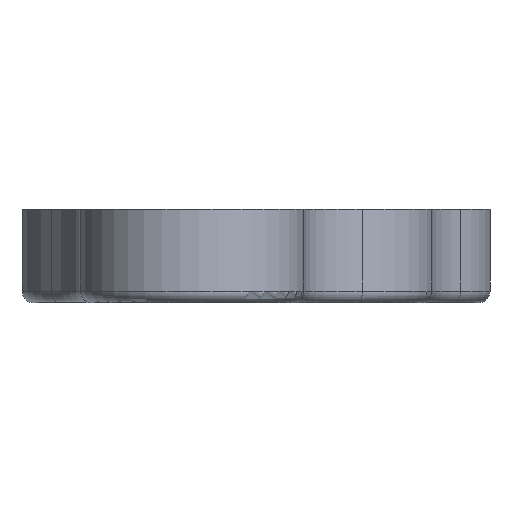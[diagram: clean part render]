
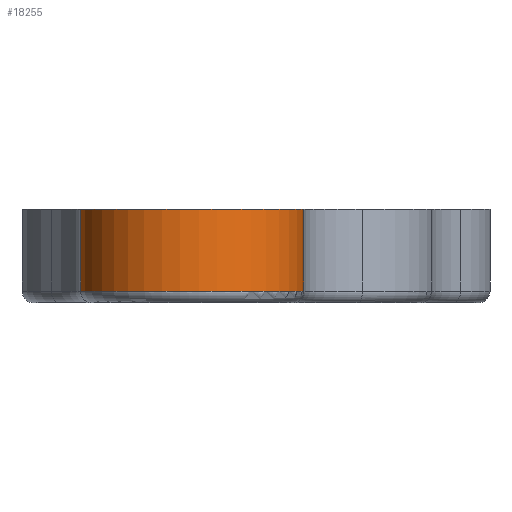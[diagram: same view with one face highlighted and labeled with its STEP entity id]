
A CAD part, front view. The second image highlights one B-rep face of the part: STEP entity #18255.
In plain terms, the highlighted cylindrical face has radius 4.8 mm (diameter 9.6 mm), a partial arc.
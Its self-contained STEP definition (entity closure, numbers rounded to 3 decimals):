
#479 = DIRECTION ( 'NONE',  ( 0., 0., -1. ) ) ;
#503 = CARTESIAN_POINT ( 'NONE',  ( -2.75, 17., 4. ) ) ;
#787 = CARTESIAN_POINT ( 'NONE',  ( -2.75, 17., 4. ) ) ;
#824 = VERTEX_POINT ( 'NONE', #11456 ) ;
#1073 = DIRECTION ( 'NONE',  ( 0., 0., 1. ) ) ;
#1088 = VECTOR ( 'NONE', #13938, 1000. ) ;
#2380 = CIRCLE ( 'NONE', #17147, 4.8 ) ;
#3635 = CARTESIAN_POINT ( 'NONE',  ( 2.049, 16.914, 4. ) ) ;
#3675 = EDGE_CURVE ( 'NONE', #824, #7179, #2380, .T. ) ;
#4003 = AXIS2_PLACEMENT_3D ( 'NONE', #787, #1073, #5492 ) ;
#4736 = VECTOR ( 'NONE', #479, 1000. ) ;
#4999 = CARTESIAN_POINT ( 'NONE',  ( 2.049, 16.914, 4. ) ) ;
#5172 = LINE ( 'NONE', #8063, #1088 ) ;
#5492 = DIRECTION ( 'NONE',  ( 1., 0., 0. ) ) ;
#5756 = VERTEX_POINT ( 'NONE', #3635 ) ;
#5768 = EDGE_CURVE ( 'NONE', #6545, #824, #5172, .T. ) ;
#6545 = VERTEX_POINT ( 'NONE', #18141 ) ;
#7179 = VERTEX_POINT ( 'NONE', #8741 ) ;
#7862 = ORIENTED_EDGE ( 'NONE', *, *, #18418, .F. ) ;
#8006 = CYLINDRICAL_SURFACE ( 'NONE', #17547, 4.8 ) ;
#8063 = CARTESIAN_POINT ( 'NONE',  ( -7.5, 16.309, 4. ) ) ;
#8741 = CARTESIAN_POINT ( 'NONE',  ( 2.049, 16.914, 0.5 ) ) ;
#8864 = EDGE_LOOP ( 'NONE', ( #17009, #14673, #18494, #7862 ) ) ;
#9551 = DIRECTION ( 'NONE',  ( -1., 0., 0. ) ) ;
#10783 = LINE ( 'NONE', #4999, #4736 ) ;
#11083 = CIRCLE ( 'NONE', #4003, 4.8 ) ;
#11456 = CARTESIAN_POINT ( 'NONE',  ( -7.5, 16.309, 0.5 ) ) ;
#12349 = FACE_OUTER_BOUND ( 'NONE', #8864, .T. ) ;
#13888 = DIRECTION ( 'NONE',  ( 0., 0., -1. ) ) ;
#13938 = DIRECTION ( 'NONE',  ( 0., 0., -1. ) ) ;
#14673 = ORIENTED_EDGE ( 'NONE', *, *, #3675, .T. ) ;
#15431 = CARTESIAN_POINT ( 'NONE',  ( -2.75, 17., 0.5 ) ) ;
#16875 = DIRECTION ( 'NONE',  ( 1., 0., 0. ) ) ;
#17009 = ORIENTED_EDGE ( 'NONE', *, *, #5768, .T. ) ;
#17147 = AXIS2_PLACEMENT_3D ( 'NONE', #15431, #18609, #16875 ) ;
#17481 = EDGE_CURVE ( 'NONE', #5756, #7179, #10783, .T. ) ;
#17547 = AXIS2_PLACEMENT_3D ( 'NONE', #503, #13888, #9551 ) ;
#18141 = CARTESIAN_POINT ( 'NONE',  ( -7.5, 16.309, 4. ) ) ;
#18255 = ADVANCED_FACE ( 'NONE', ( #12349 ), #8006, .T. ) ;
#18418 = EDGE_CURVE ( 'NONE', #6545, #5756, #11083, .T. ) ;
#18494 = ORIENTED_EDGE ( 'NONE', *, *, #17481, .F. ) ;
#18609 = DIRECTION ( 'NONE',  ( 0., 0., 1. ) ) ;
